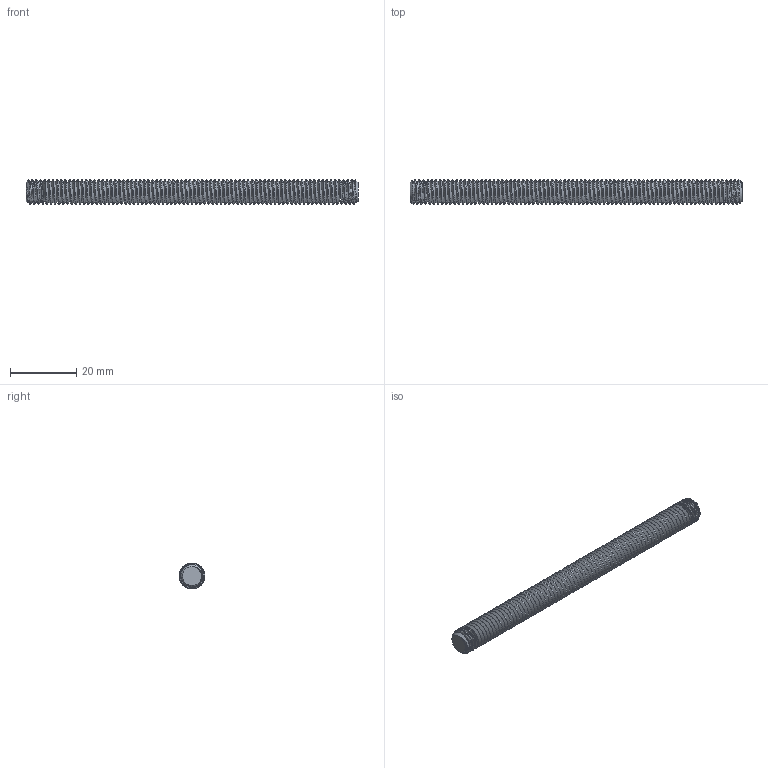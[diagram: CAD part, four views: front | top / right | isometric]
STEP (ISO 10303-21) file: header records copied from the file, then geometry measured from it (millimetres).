
FILE_DESCRIPTION( ( '' ), ' ' );
FILE_NAME( '594c2d780bff68103ac9516f.step', '2017-06-22T20:50:01', ( '' ), ( '' ), ' ', ' ', ' ' );
FILE_SCHEMA( ( 'AUTOMOTIVE_DESIGN { 1 0 10303 214 1 1 1 1 }' ) );
Length unit declared in the file: metre
Products named in the file (1): Bolt
Bounding box: 100 x 7.68 x 7.68 mm (x, y, z)
Volume: 5198 mm3; surface area: 5259.1 mm2
Topology: 1 solids, 1 shells, 8 faces, 17 edges, 11 vertices
Faces by surface type: cone 3, bspline 2, plane 2, cylinder 1
Entity records: 7462 total; most frequent: CARTESIAN_POINT 7277, ORIENTED_EDGE 22, DIRECTION 20, EDGE_CURVE 11, AXIS2_PLACEMENT_3D 10, EDGE_LOOP 9, VERTEX_POINT 8, STYLED_ITEM 7
